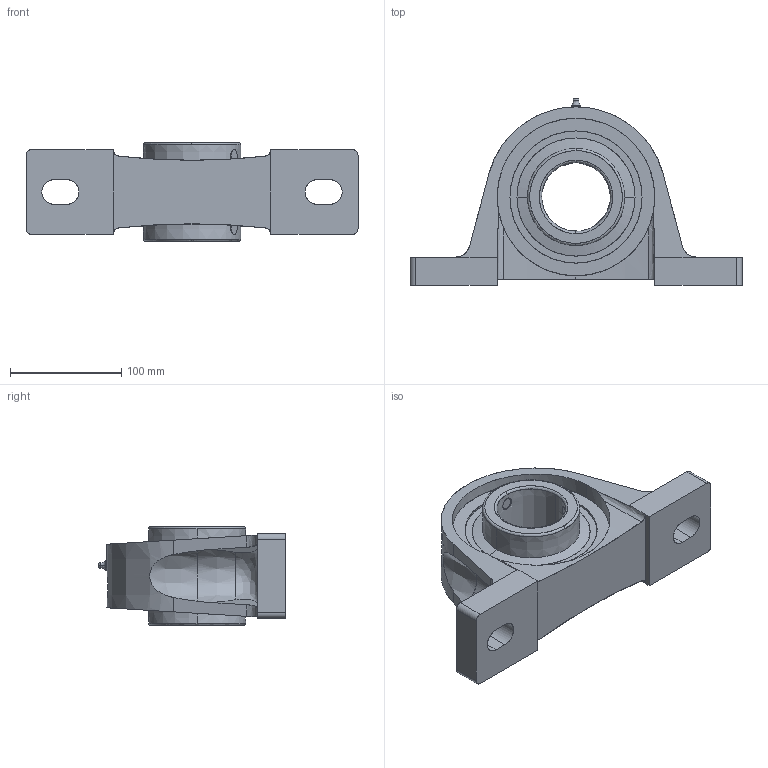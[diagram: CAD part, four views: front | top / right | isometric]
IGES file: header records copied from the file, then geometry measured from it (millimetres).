
Start section: SolidWorks IGES file using analytic representation for surfaces
Global section: file name: MSDEFAU0312101389916.igs; native system: SolidWorks 2007; preprocessor: SolidWorks 2007; author: partstream; date: 070312.100136; units: millimetre
Bounding box: 298.45 x 167.87 x 88.9 mm (x, y, z)
Surface area: 155717.9 mm2 (no closed solid volume)
Topology: 0 solids, 0 shells, 130 faces, 3132 edges, 3144 vertices
Faces by surface type: bspline 69, revolution 61
